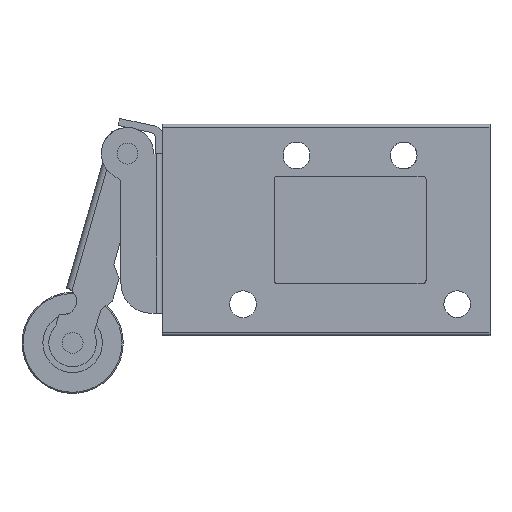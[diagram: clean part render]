
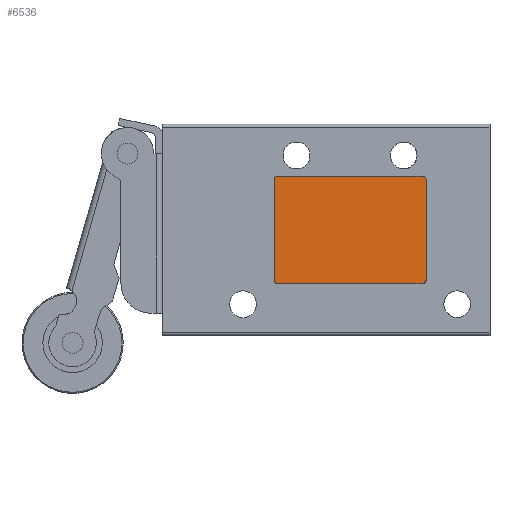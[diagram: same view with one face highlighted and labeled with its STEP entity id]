
A CAD part, left-side view. The second image highlights one B-rep face of the part: STEP entity #6536.
In plain terms, the highlighted planar face has unit normal (-1, 0, 0).
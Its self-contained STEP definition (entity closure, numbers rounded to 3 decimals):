
#2802 = ORIENTED_EDGE ( 'NONE', *, *, #4189, .T. ) ;
#2803 = ORIENTED_EDGE ( 'NONE', *, *, #5420, .T. ) ;
#2804 = ORIENTED_EDGE ( 'NONE', *, *, #5695, .T. ) ;
#2805 = ORIENTED_EDGE ( 'NONE', *, *, #5294, .T. ) ;
#2806 = ORIENTED_EDGE ( 'NONE', *, *, #4057, .T. ) ;
#2807 = ORIENTED_EDGE ( 'NONE', *, *, #5651, .T. ) ;
#2808 = ORIENTED_EDGE ( 'NONE', *, *, #3929, .T. ) ;
#2809 = ORIENTED_EDGE ( 'NONE', *, *, #4078, .T. ) ;
#2887 = CARTESIAN_POINT ( 'NONE',  ( -10., 8.75, 8.5 ) ) ;
#2916 = CARTESIAN_POINT ( 'NONE',  ( -10., 8.25, 9. ) ) ;
#2996 = CARTESIAN_POINT ( 'NONE',  ( -10., 8.25, -9. ) ) ;
#2998 = CARTESIAN_POINT ( 'NONE',  ( -10., -16.75, 8.5 ) ) ;
#3025 = CARTESIAN_POINT ( 'NONE',  ( -10., -16.25, -9. ) ) ;
#3037 = CARTESIAN_POINT ( 'NONE',  ( -10., 8.75, -8.5 ) ) ;
#3054 = CARTESIAN_POINT ( 'NONE',  ( -10., -16.25, 9. ) ) ;
#3069 = CARTESIAN_POINT ( 'NONE',  ( -10., -16.75, -8.5 ) ) ;
#3390 = AXIS2_PLACEMENT_3D ( 'NONE', #14880, #14991, #15311 ) ;
#3542 = CIRCLE ( 'NONE', #5717, 0.5 ) ;
#3929 = EDGE_CURVE ( 'NONE', #10615, #10667, #14061, .T. ) ;
#4057 = EDGE_CURVE ( 'NONE', #10658, #10656, #10308, .T. ) ;
#4078 = EDGE_CURVE ( 'NONE', #10667, #10563, #10334, .T. ) ;
#4189 = EDGE_CURVE ( 'NONE', #10563, #10661, #9688, .T. ) ;
#5117 = FACE_OUTER_BOUND ( 'NONE', #13016, .T. ) ;
#5294 = EDGE_CURVE ( 'NONE', #10643, #10658, #9833, .T. ) ;
#5420 = EDGE_CURVE ( 'NONE', #10661, #10673, #9909, .T. ) ;
#5460 = AXIS2_PLACEMENT_3D ( 'NONE', #14501, #14373, #14437 ) ;
#5549 = AXIS2_PLACEMENT_3D ( 'NONE', #15871, #15697, #15867 ) ;
#5651 = EDGE_CURVE ( 'NONE', #10656, #10615, #9939, .T. ) ;
#5658 = AXIS2_PLACEMENT_3D ( 'NONE', #14421, #14369, #14564 ) ;
#5695 = EDGE_CURVE ( 'NONE', #10673, #10643, #3542, .T. ) ;
#5717 = AXIS2_PLACEMENT_3D ( 'NONE', #8689, #8518, #8515 ) ;
#6536 = ADVANCED_FACE ( 'NONE', ( #5117 ), #14638, .T. ) ;
#8515 = DIRECTION ( 'NONE',  ( 0., 0., -1. ) ) ;
#8518 = DIRECTION ( 'NONE',  ( -1., 0., 0. ) ) ;
#8612 = CARTESIAN_POINT ( 'NONE',  ( -10., -16.25, 9. ) ) ;
#8653 = DIRECTION ( 'NONE',  ( 0., 1., 0. ) ) ;
#8689 = CARTESIAN_POINT ( 'NONE',  ( -10., -16.25, -8.5 ) ) ;
#8965 = DIRECTION ( 'NONE',  ( 0., -1., 0. ) ) ;
#9028 = CARTESIAN_POINT ( 'NONE',  ( -10., -16.25, -9. ) ) ;
#9688 = CIRCLE ( 'NONE', #5549, 0.5 ) ;
#9833 = LINE ( 'NONE', #16000, #9834 ) ;
#9834 = VECTOR ( 'NONE', #15647, 1000. ) ;
#9909 = LINE ( 'NONE', #9028, #9910 ) ;
#9910 = VECTOR ( 'NONE', #8965, 1000. ) ;
#9939 = LINE ( 'NONE', #8612, #9940 ) ;
#9940 = VECTOR ( 'NONE', #8653, 1000. ) ;
#10308 = CIRCLE ( 'NONE', #5658, 0.5 ) ;
#10334 = LINE ( 'NONE', #16095, #10336 ) ;
#10336 = VECTOR ( 'NONE', #16465, 1000. ) ;
#10563 = VERTEX_POINT ( 'NONE', #3037 ) ;
#10615 = VERTEX_POINT ( 'NONE', #2916 ) ;
#10643 = VERTEX_POINT ( 'NONE', #3069 ) ;
#10656 = VERTEX_POINT ( 'NONE', #3054 ) ;
#10658 = VERTEX_POINT ( 'NONE', #2998 ) ;
#10661 = VERTEX_POINT ( 'NONE', #2996 ) ;
#10667 = VERTEX_POINT ( 'NONE', #2887 ) ;
#10673 = VERTEX_POINT ( 'NONE', #3025 ) ;
#13016 = EDGE_LOOP ( 'NONE', ( #2802, #2803, #2804, #2805, #2806, #2807, #2808, #2809 ) ) ;
#14061 = CIRCLE ( 'NONE', #5460, 0.5 ) ;
#14369 = DIRECTION ( 'NONE',  ( -1., 0., 0. ) ) ;
#14373 = DIRECTION ( 'NONE',  ( -1., 0., 0. ) ) ;
#14421 = CARTESIAN_POINT ( 'NONE',  ( -10., -16.25, 8.5 ) ) ;
#14437 = DIRECTION ( 'NONE',  ( 0., 0., 1. ) ) ;
#14501 = CARTESIAN_POINT ( 'NONE',  ( -10., 8.25, 8.5 ) ) ;
#14564 = DIRECTION ( 'NONE',  ( 0., 0., -1. ) ) ;
#14638 = PLANE ( 'NONE',  #3390 ) ;
#14880 = CARTESIAN_POINT ( 'NONE',  ( -10., 8.25, -8.5 ) ) ;
#14991 = DIRECTION ( 'NONE',  ( -1., 0., 0. ) ) ;
#15311 = DIRECTION ( 'NONE',  ( 0., 0., 1. ) ) ;
#15647 = DIRECTION ( 'NONE',  ( 0., 0., 1. ) ) ;
#15697 = DIRECTION ( 'NONE',  ( -1., 0., 0. ) ) ;
#15867 = DIRECTION ( 'NONE',  ( 0., 0., 1. ) ) ;
#15871 = CARTESIAN_POINT ( 'NONE',  ( -10., 8.25, -8.5 ) ) ;
#16000 = CARTESIAN_POINT ( 'NONE',  ( -10., -16.75, -8.5 ) ) ;
#16095 = CARTESIAN_POINT ( 'NONE',  ( -10., 8.75, -8.5 ) ) ;
#16465 = DIRECTION ( 'NONE',  ( 0., 0., -1. ) ) ;
